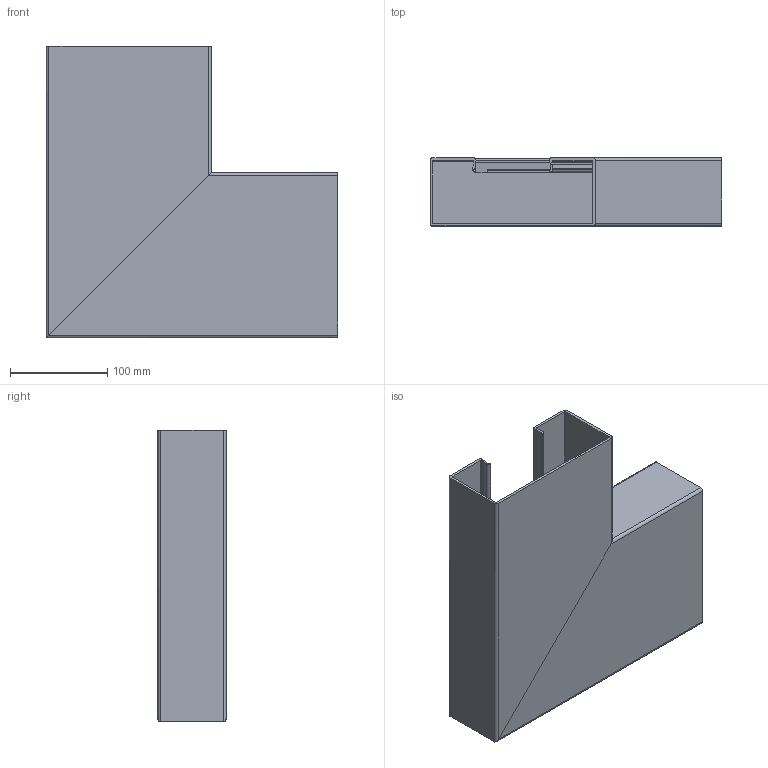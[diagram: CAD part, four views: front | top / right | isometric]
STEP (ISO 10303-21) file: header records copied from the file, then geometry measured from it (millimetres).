
FILE_DESCRIPTION (( 'STEP AP214' ), '1' );
FILE_NAME ('6274720.stp', '2016-05-09T13:42:16', ( '' ), ( '' ), 'SwSTEP 2.0', 'SolidWorks 2014', '' );
FILE_SCHEMA (( 'AUTOMOTIVE_DESIGN' ));
Length unit declared in the file: millimetre
Products named in the file (3): 6274720; 014539_GK-F70170T1; 014541_GK-F70170T1
Assembly tree (2 placements, depth 2):
  6274720
    014539_GK-F70170T1
    014541_GK-F70170T1
Bounding box: 300 x 70 x 300 mm (x, y, z)
Volume: 474740.1 mm3; surface area: 363302.6 mm2
Topology: 2 solids, 2 shells, 110 faces, 318 edges, 212 vertices
Faces by surface type: plane 60, cylinder 50
Entity records: 3710 total; most frequent: CARTESIAN_POINT 777, ORIENTED_EDGE 636, DIRECTION 562, EDGE_CURVE 318, LINE 216, VECTOR 216, VERTEX_POINT 212, AXIS2_PLACEMENT_3D 173
